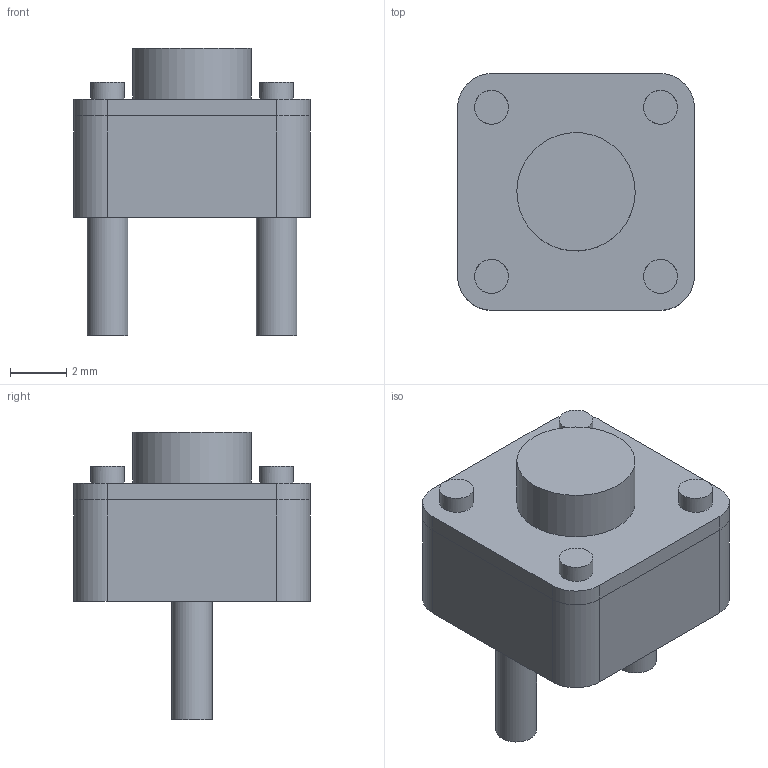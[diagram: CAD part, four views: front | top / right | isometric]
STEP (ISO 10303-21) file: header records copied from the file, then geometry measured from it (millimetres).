
FILE_DESCRIPTION(('FreeCAD Model'),'2;1');
FILE_NAME('Open CASCADE Shape Model','2025-05-02T23:11:11',('FreeCAD'),( 'FreeCAD'),'Open CASCADE STEP processor 7.6','FreeCAD','Unknown');
FILE_SCHEMA(('AUTOMOTIVE_DESIGN { 1 0 10303 214 1 1 1 1 }'));
Length unit declared in the file: millimetre
Products named in the file (1): Open CASCADE STEP translator 7.6 1
Bounding box: 8.44 x 8.44 x 10.25 mm (x, y, z)
Volume: 321.2 mm3; surface area: 400.6 mm2
Topology: 1 solids, 1 shells, 40 faces, 73 edges, 46 vertices
Faces by surface type: bspline 40
Entity records: 1085 total; most frequent: CARTESIAN_POINT 601, ORIENTED_EDGE 146, EDGE_CURVE 73, FACE_BOUND 51, EDGE_LOOP 51, VERTEX_POINT 46, ADVANCED_FACE 40, B_SPLINE_CURVE_WITH_KNOTS 39
